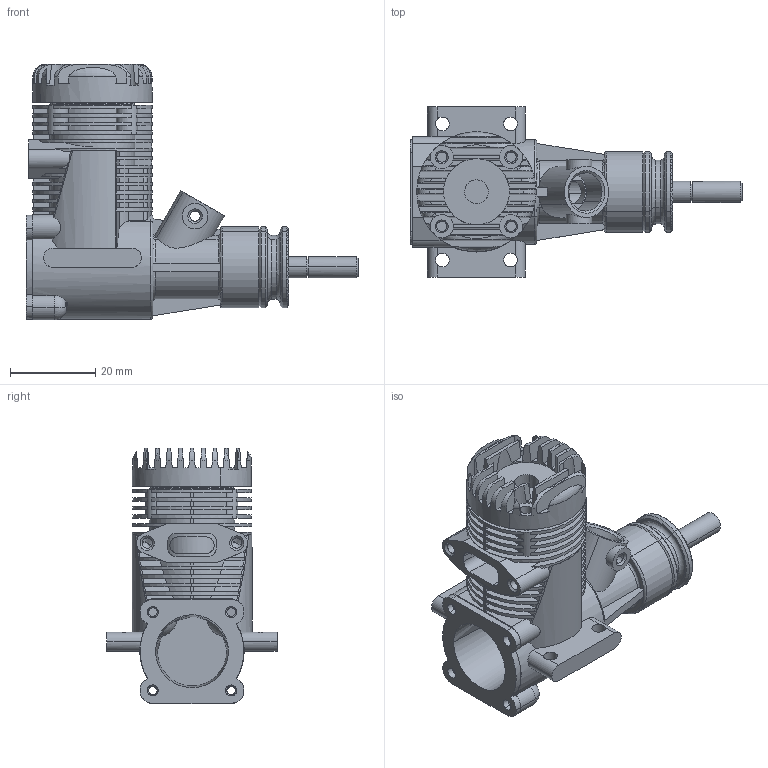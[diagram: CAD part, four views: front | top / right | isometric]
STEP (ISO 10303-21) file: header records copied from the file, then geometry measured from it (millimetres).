
FILE_DESCRIPTION(('CATIA V5 STEP Exchange'),'2;1');
FILE_NAME('FlightEngine_assy.stp','2023-09-12T16:55:38+00:00',('none'),('none'),'CATIA Version 5 Release 7 (IN-7)','CATIA V5 STEP AP203',' none');
FILE_SCHEMA(('CONFIG_CONTROL_DESIGN'));
Length unit declared in the file: millimetre
Assembly tree (9 placements, depth 0):
Bounding box: 77.95 x 40 x 60.05 mm (x, y, z)
Volume: 27744.7 mm3; surface area: 32414.8 mm2
Topology: 9 solids, 9 shells, 1126 faces, 3247 edges, 2126 vertices
Faces by surface type: plane 590, cylinder 370, cone 86, torus 47, bspline 19, sphere 12, revolution 2
Entity records: 42634 total; most frequent: CARTESIAN_POINT 17662, ORIENTED_EDGE 6454, EDGE_CURVE 3227, DIRECTION 3089, VERTEX_POINT 2126, VECTOR 1325, LINE 1325, B_SPLINE_CURVE_WITH_KNOTS 1239
